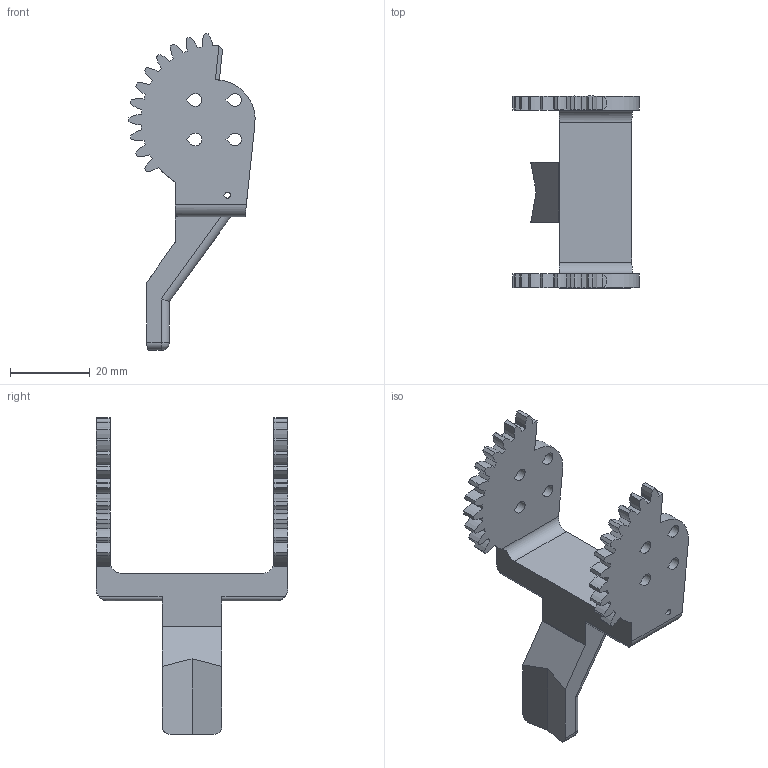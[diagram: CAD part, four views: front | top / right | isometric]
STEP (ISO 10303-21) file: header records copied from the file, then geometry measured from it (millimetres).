
FILE_DESCRIPTION(/* description */ (''),/* implementation_level */ '2;1');
FILE_NAME(/* name */ 'New Moving Jaw 1.stp',/* time_stamp */ '2024-12-17T04:41:41+11:00',/* author */ (''),/* organization */ (''),/* preprocessor_version */ 'ST-DEVELOPER v18.1',/* originating_system */ 'SIEMENS PLM Software NX 2000',/* authorisation */ '');
FILE_SCHEMA (('AUTOMOTIVE_DESIGN { 1 0 10303 214 3 1 1 1 }'));
Length unit declared in the file: millimetre
Products named in the file (1): New Moving Jaw 1
Bounding box: 31.58 x 48 x 79.25 mm (x, y, z)
Volume: 15314.9 mm3; surface area: 8643.1 mm2
Topology: 1 solids, 1 shells, 159 faces, 469 edges, 310 vertices
Faces by surface type: cylinder 114, plane 43, sphere 2
Entity records: 5730 total; most frequent: DIRECTION 1017, CARTESIAN_POINT 973, ORIENTED_EDGE 934, EDGE_CURVE 467, AXIS2_PLACEMENT_3D 394, VERTEX_POINT 310, LINE 229, VECTOR 229
